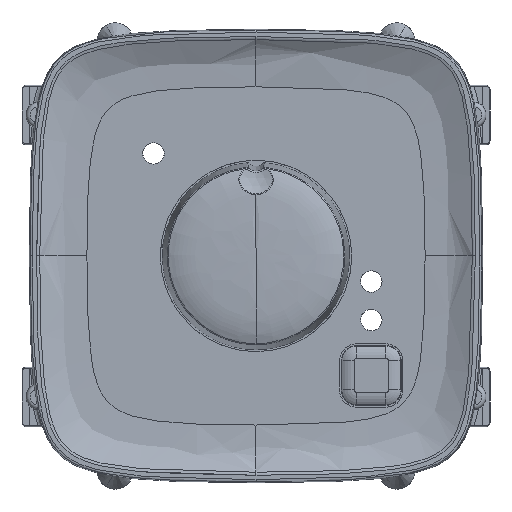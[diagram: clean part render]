
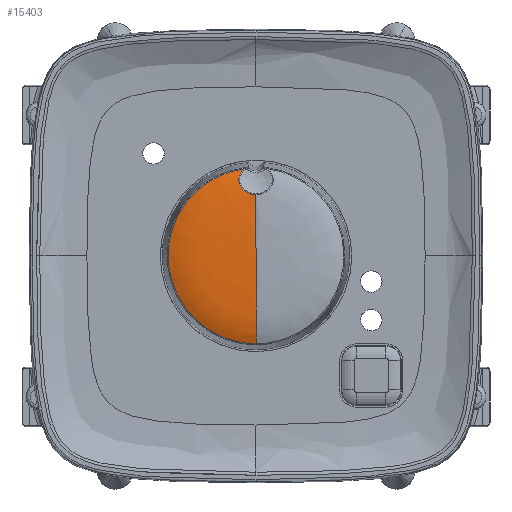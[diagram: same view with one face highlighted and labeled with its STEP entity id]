
A CAD part, top view. The second image highlights one B-rep face of the part: STEP entity #15403.
In plain terms, the highlighted face is a revolution surface.
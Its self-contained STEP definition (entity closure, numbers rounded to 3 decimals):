
#14980=CARTESIAN_POINT('Vertex',(-1.292,10.201,15.85)) ;
#14988=CARTESIAN_POINT('Vertex',(0.,-10.282,15.85)) ;
#14992=CARTESIAN_POINT('Control Point',(-1.292,10.201,15.85)) ;
#14993=CARTESIAN_POINT('Control Point',(-1.552,10.168,15.85)) ;
#14994=CARTESIAN_POINT('Control Point',(-1.811,10.127,15.85)) ;
#14995=CARTESIAN_POINT('Control Point',(-2.069,10.077,15.85)) ;
#14996=CARTESIAN_POINT('Control Point',(-3.208,9.821,15.85)) ;
#14997=CARTESIAN_POINT('Control Point',(-4.304,9.404,15.85)) ;
#14998=CARTESIAN_POINT('Control Point',(-5.114,8.989,15.85)) ;
#14999=CARTESIAN_POINT('Control Point',(-6.629,7.989,15.85)) ;
#15000=CARTESIAN_POINT('Control Point',(-7.89,6.686,15.85)) ;
#15001=CARTESIAN_POINT('Control Point',(-8.445,5.968,15.85)) ;
#15002=CARTESIAN_POINT('Control Point',(-9.392,4.422,15.85)) ;
#15003=CARTESIAN_POINT('Control Point',(-9.981,2.708,15.85)) ;
#15004=CARTESIAN_POINT('Control Point',(-10.181,1.821,15.85)) ;
#15005=CARTESIAN_POINT('Control Point',(-10.382,0.017,15.85)) ;
#15006=CARTESIAN_POINT('Control Point',(-10.186,-1.791,15.85)) ;
#15007=CARTESIAN_POINT('Control Point',(-9.989,-2.681,15.85)) ;
#15008=CARTESIAN_POINT('Control Point',(-9.548,-3.974,15.85)) ;
#15009=CARTESIAN_POINT('Control Point',(-8.904,-5.172,15.85)) ;
#15010=CARTESIAN_POINT('Control Point',(-8.668,-5.559,15.85)) ;
#15011=CARTESIAN_POINT('Control Point',(-7.351,-7.471,15.85)) ;
#15012=CARTESIAN_POINT('Control Point',(-5.517,-8.982,15.85)) ;
#15013=CARTESIAN_POINT('Control Point',(-3.786,-9.838,15.85)) ;
#15014=CARTESIAN_POINT('Control Point',(-1.911,-10.274,15.85)) ;
#15015=CARTESIAN_POINT('Control Point',(-0.034,-10.282,15.85)) ;
#15016=CARTESIAN_POINT('Control Point',(-0.022,-10.282,15.85)) ;
#15017=CARTESIAN_POINT('Control Point',(-0.011,-10.282,15.85)) ;
#15018=CARTESIAN_POINT('Control Point',(0.,-10.282,15.85)) ;
#15350=CARTESIAN_POINT('Control Point',(0.,10.328,15.829)) ;
#15351=CARTESIAN_POINT('Control Point',(0.,9.199,16.362)) ;
#15352=CARTESIAN_POINT('Control Point',(0.,7.718,16.67)) ;
#15353=CARTESIAN_POINT('Control Point',(0.,5.877,16.757)) ;
#15354=CARTESIAN_POINT('Control Point',(0.,3.304,16.8)) ;
#15355=CARTESIAN_POINT('Control Point',(0.,0.,16.8)) ;
#15356=CARTESIAN_POINT('Axis1P Location',(0.,0.,15.8)) ;
#15361=CARTESIAN_POINT('Control Point',(0.,-10.282,15.85)) ;
#15362=CARTESIAN_POINT('Control Point',(0.,-9.151,16.372)) ;
#15363=CARTESIAN_POINT('Control Point',(0.,-7.673,16.672)) ;
#15364=CARTESIAN_POINT('Control Point',(0.,-5.835,16.757)) ;
#15365=CARTESIAN_POINT('Control Point',(0.,-3.278,16.8)) ;
#15366=CARTESIAN_POINT('Control Point',(0.,0.,16.8)) ;
#15367=CARTESIAN_POINT('Vertex',(0.,0.,16.8)) ;
#15371=CARTESIAN_POINT('Control Point',(0.,7.174,16.589)) ;
#15372=CARTESIAN_POINT('Control Point',(0.,6.13,16.698)) ;
#15373=CARTESIAN_POINT('Control Point',(0.,4.922,16.758)) ;
#15374=CARTESIAN_POINT('Control Point',(0.,3.518,16.786)) ;
#15375=CARTESIAN_POINT('Control Point',(0.,1.877,16.8)) ;
#15376=CARTESIAN_POINT('Control Point',(0.,0.,16.8)) ;
#15377=CARTESIAN_POINT('Vertex',(0.,7.174,16.589)) ;
#15381=CARTESIAN_POINT('Control Point',(0.,7.174,16.589)) ;
#15382=CARTESIAN_POINT('Control Point',(-0.217,7.174,16.589)) ;
#15383=CARTESIAN_POINT('Control Point',(-0.433,7.2,16.585)) ;
#15384=CARTESIAN_POINT('Control Point',(-0.647,7.251,16.578)) ;
#15385=CARTESIAN_POINT('Control Point',(-1.105,7.426,16.553)) ;
#15386=CARTESIAN_POINT('Control Point',(-1.488,7.718,16.506)) ;
#15387=CARTESIAN_POINT('Control Point',(-1.662,7.908,16.474)) ;
#15388=CARTESIAN_POINT('Control Point',(-1.909,8.29,16.401)) ;
#15389=CARTESIAN_POINT('Control Point',(-2.011,8.7,16.308)) ;
#15390=CARTESIAN_POINT('Control Point',(-2.026,8.892,16.26)) ;
#15391=CARTESIAN_POINT('Control Point',(-1.995,9.295,16.153)) ;
#15392=CARTESIAN_POINT('Control Point',(-1.822,9.678,16.034)) ;
#15393=CARTESIAN_POINT('Control Point',(-1.69,9.871,15.97)) ;
#15394=CARTESIAN_POINT('Control Point',(-1.514,10.048,15.907)) ;
#15395=CARTESIAN_POINT('Control Point',(-1.292,10.201,15.85)) ;
#15357=DIRECTION('Axis1P Direction',(0.,-0.,-1.)) ;
#15358=AXIS1_PLACEMENT('Revolution Surface Axis1P',#15356,#15357) ;
#15398=ORIENTED_EDGE('',*,*,#15019,.F.) ;
#15399=ORIENTED_EDGE('',*,*,#15369,.T.) ;
#15400=ORIENTED_EDGE('',*,*,#15379,.F.) ;
#15401=ORIENTED_EDGE('',*,*,#15396,.T.) ;
#15403=ADVANCED_FACE('PartBody',(#15402),#15359,.F.) ;
#14991=B_SPLINE_CURVE_WITH_KNOTS('',5,(#14992,#14993,#14994,#14995,#14996,#14997,#14998,#14999,#15000,#15001,#15002,#15003,#15004,#15005,#15006,#15007,#15008,#15009,#15010,#15011,#15012,#15013,#15014,#15015,#15016,#15017,#15018),.UNSPECIFIED.,.F.,.U.,(6,3,3,3,3,3,3,3,6),(9.413,10.948,16.245,21.542,26.841,32.141,34.786,45.701,45.766),.UNSPECIFIED.) ;
#15349=B_SPLINE_CURVE_WITH_KNOTS('',5,(#15350,#15351,#15352,#15353,#15354,#15355),.UNSPECIFIED.,.F.,.U.,(6,6),(0.11,10.436),.UNSPECIFIED.) ;
#15360=B_SPLINE_CURVE_WITH_KNOTS('',5,(#15361,#15362,#15363,#15364,#15365,#15366),.UNSPECIFIED.,.F.,.U.,(6,6),(0.193,10.436),.UNSPECIFIED.) ;
#15370=B_SPLINE_CURVE_WITH_KNOTS('',5,(#15371,#15372,#15373,#15374,#15375,#15376),.UNSPECIFIED.,.F.,.U.,(6,6),(4.571,10.436),.UNSPECIFIED.) ;
#15380=B_SPLINE_CURVE_WITH_KNOTS('',5,(#15381,#15382,#15383,#15384,#15385,#15386,#15387,#15388,#15389,#15390,#15391,#15392,#15393,#15394,#15395),.UNSPECIFIED.,.F.,.U.,(6,3,3,3,6),(9.526,11.069,12.955,14.61,16.455),.UNSPECIFIED.) ;
#15019=EDGE_CURVE('',#14989,#14981,#14991,.F.) ;
#15369=EDGE_CURVE('',#14989,#15368,#15360,.T.) ;
#15379=EDGE_CURVE('',#15378,#15368,#15370,.T.) ;
#15396=EDGE_CURVE('',#15378,#14981,#15380,.T.) ;
#15397=EDGE_LOOP('',(#15398,#15399,#15400,#15401)) ;
#15402=FACE_OUTER_BOUND('',#15397,.T.) ;
#15359=SURFACE_OF_REVOLUTION('Surface of Revolution',#15349,#15358) ;
#14981=VERTEX_POINT('',#14980) ;
#14989=VERTEX_POINT('',#14988) ;
#15368=VERTEX_POINT('',#15367) ;
#15378=VERTEX_POINT('',#15377) ;
